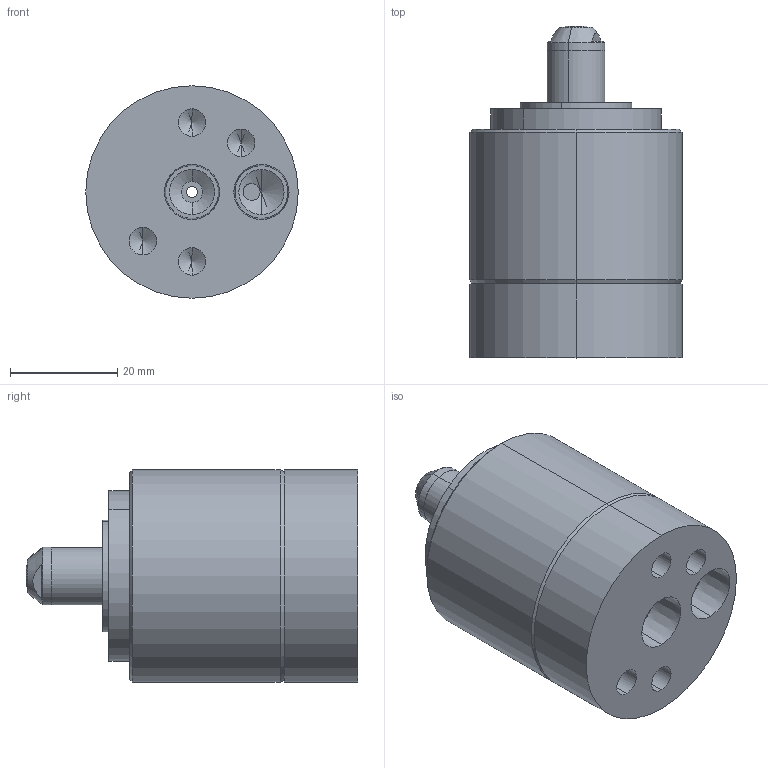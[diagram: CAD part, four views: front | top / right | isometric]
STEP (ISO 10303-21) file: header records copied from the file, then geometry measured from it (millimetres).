
FILE_DESCRIPTION (( 'STEP AP214' ), '1' );
FILE_NAME ('CTSC-001524.STEP', '2025-01-07T15:07:18', ( '' ), ( '' ), 'SwSTEP 2.0', 'SolidWorks 2023', '' );
FILE_SCHEMA (( 'AUTOMOTIVE_DESIGN' ));
Length unit declared in the file: inch
Products named in the file (1): CTSC-001524
Bounding box: 39.62 x 61.9 x 39.62 mm (x, y, z)
Volume: 53624.3 mm3; surface area: 12507.3 mm2
Topology: 1 solids, 3 shells, 95 faces, 204 edges, 123 vertices
Faces by surface type: cylinder 42, cone 26, plane 25, torus 2
Entity records: 3541 total; most frequent: CARTESIAN_POINT 523, DIRECTION 488, ORIENTED_EDGE 388, AXIS2_PLACEMENT_3D 204, EDGE_CURVE 194, VERTEX_POINT 123, EDGE_LOOP 119, CIRCLE 108
